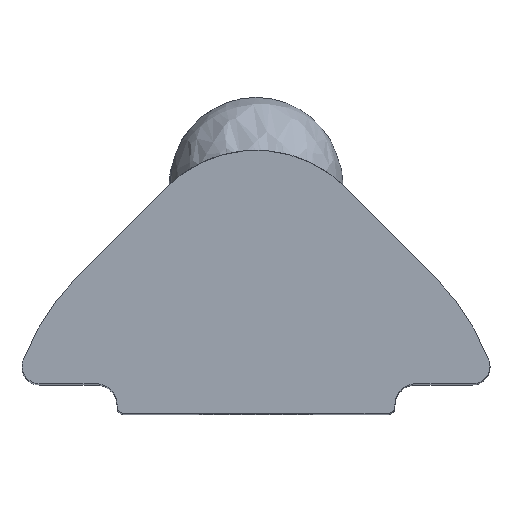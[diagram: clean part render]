
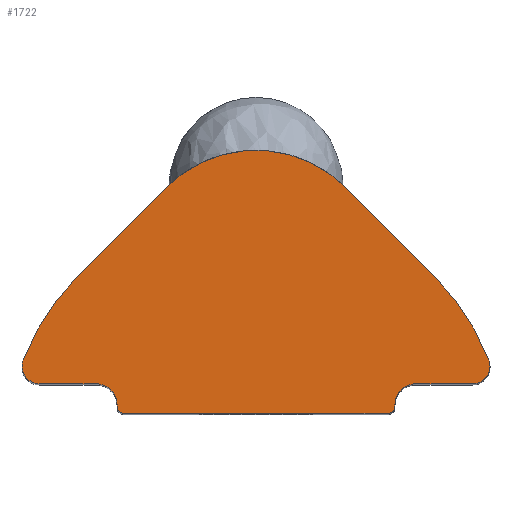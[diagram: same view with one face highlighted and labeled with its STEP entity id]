
A CAD part, top view. The second image highlights one B-rep face of the part: STEP entity #1722.
In plain terms, the highlighted planar face has unit normal (0, 0, 1).
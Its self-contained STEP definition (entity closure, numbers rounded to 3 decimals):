
#25 = AXIS2_PLACEMENT_3D ( 'NONE', #2781, #714, #50 ) ;
#50 = DIRECTION ( 'NONE',  ( 1., 0., 0. ) ) ;
#51 = EDGE_CURVE ( 'NONE', #1631, #1702, #1719, .T. ) ;
#52 = VERTEX_POINT ( 'NONE', #2739 ) ;
#69 = CARTESIAN_POINT ( 'NONE',  ( 3.999, -0.234, 11. ) ) ;
#70 = ORIENTED_EDGE ( 'NONE', *, *, #2835, .F. ) ;
#114 = ORIENTED_EDGE ( 'NONE', *, *, #999, .T. ) ;
#123 = DIRECTION ( 'NONE',  ( 0., 0., -1. ) ) ;
#126 = EDGE_CURVE ( 'NONE', #1702, #769, #960, .T. ) ;
#128 = VERTEX_POINT ( 'NONE', #1890 ) ;
#132 = DIRECTION ( 'NONE',  ( 1., 0., 0. ) ) ;
#136 = DIRECTION ( 'NONE',  ( 1., 0., 0. ) ) ;
#163 = CARTESIAN_POINT ( 'NONE',  ( -6.702, -1.655, 11. ) ) ;
#198 = DIRECTION ( 'NONE',  ( 0., 0., -1. ) ) ;
#208 = CARTESIAN_POINT ( 'NONE',  ( 3.799, -3.189, 11. ) ) ;
#217 = CIRCLE ( 'NONE', #1907, 0.501 ) ;
#223 = ORIENTED_EDGE ( 'NONE', *, *, #657, .F. ) ;
#273 = ORIENTED_EDGE ( 'NONE', *, *, #1110, .F. ) ;
#281 = CARTESIAN_POINT ( 'NONE',  ( 6.234, -2.339, 11. ) ) ;
#283 = DIRECTION ( 'NONE',  ( 0., -1., 0. ) ) ;
#316 = VECTOR ( 'NONE', #2251, 1000. ) ;
#321 = AXIS2_PLACEMENT_3D ( 'NONE', #1410, #2326, #1870 ) ;
#336 = CIRCLE ( 'NONE', #2044, 0.501 ) ;
#337 = EDGE_LOOP ( 'NONE', ( #1723, #70, #2463, #2375, #223, #2185, #827, #2394, #1395, #1952, #1939, #114, #1937, #273, #886, #987, #1128 ) ) ;
#339 = CARTESIAN_POINT ( 'NONE',  ( 3.799, -2.989, 11. ) ) ;
#366 = DIRECTION ( 'NONE',  ( 0., 0., -1. ) ) ;
#412 = EDGE_CURVE ( 'NONE', #510, #861, #1711, .T. ) ;
#413 = AXIS2_PLACEMENT_3D ( 'NONE', #1506, #366, #132 ) ;
#419 = AXIS2_PLACEMENT_3D ( 'NONE', #2505, #1374, #1141 ) ;
#424 = DIRECTION ( 'NONE',  ( 1., 0., 0. ) ) ;
#437 = CARTESIAN_POINT ( 'NONE',  ( 6.735, -1.838, 11. ) ) ;
#452 = CARTESIAN_POINT ( 'NONE',  ( 4.599, -2.939, 11. ) ) ;
#498 = EDGE_CURVE ( 'NONE', #2845, #538, #336, .T. ) ;
#510 = VERTEX_POINT ( 'NONE', #437 ) ;
#533 = CARTESIAN_POINT ( 'NONE',  ( 3.799, -3.189, 11. ) ) ;
#538 = VERTEX_POINT ( 'NONE', #163 ) ;
#546 = VECTOR ( 'NONE', #761, 1000. ) ;
#551 = CIRCLE ( 'NONE', #2721, 0.2 ) ;
#611 = CARTESIAN_POINT ( 'NONE',  ( -4.601, -2.339, 11. ) ) ;
#631 = CARTESIAN_POINT ( 'NONE',  ( 6.234, -2.339, 11. ) ) ;
#637 = VERTEX_POINT ( 'NONE', #1043 ) ;
#651 = VECTOR ( 'NONE', #2448, 1000. ) ;
#657 = EDGE_CURVE ( 'NONE', #861, #52, #823, .T. ) ;
#676 = CARTESIAN_POINT ( 'NONE',  ( -2.584, 3.312, 11. ) ) ;
#693 = AXIS2_PLACEMENT_3D ( 'NONE', #1445, #1985, #424 ) ;
#698 = AXIS2_PLACEMENT_3D ( 'NONE', #2301, #1829, #1341 ) ;
#703 = LINE ( 'NONE', #1629, #1462 ) ;
#709 = CARTESIAN_POINT ( 'NONE',  ( -2.584, 3.312, 11. ) ) ;
#714 = DIRECTION ( 'NONE',  ( 0., 0., -1. ) ) ;
#761 = DIRECTION ( 'NONE',  ( 0., 1., 0. ) ) ;
#762 = VERTEX_POINT ( 'NONE', #1391 ) ;
#769 = VERTEX_POINT ( 'NONE', #1350 ) ;
#821 = DIRECTION ( 'NONE',  ( 0., 0., -1. ) ) ;
#823 = LINE ( 'NONE', #631, #651 ) ;
#827 = ORIENTED_EDGE ( 'NONE', *, *, #1882, .F. ) ;
#838 = VECTOR ( 'NONE', #2098, 1000. ) ;
#845 = AXIS2_PLACEMENT_3D ( 'NONE', #452, #821, #2168 ) ;
#861 = VERTEX_POINT ( 'NONE', #281 ) ;
#886 = ORIENTED_EDGE ( 'NONE', *, *, #51, .T. ) ;
#911 = EDGE_CURVE ( 'NONE', #1496, #2052, #1618, .T. ) ;
#960 = LINE ( 'NONE', #2790, #2991 ) ;
#987 = ORIENTED_EDGE ( 'NONE', *, *, #126, .T. ) ;
#989 = VECTOR ( 'NONE', #2521, 1000. ) ;
#999 = EDGE_CURVE ( 'NONE', #1250, #538, #1566, .T. ) ;
#1043 = CARTESIAN_POINT ( 'NONE',  ( 3.999, -2.939, 11. ) ) ;
#1057 = DIRECTION ( 'NONE',  ( 0., 0., 1. ) ) ;
#1103 = DIRECTION ( 'NONE',  ( 1., 0., 0. ) ) ;
#1110 = EDGE_CURVE ( 'NONE', #1631, #2845, #703, .T. ) ;
#1128 = ORIENTED_EDGE ( 'NONE', *, *, #2034, .F. ) ;
#1141 = DIRECTION ( 'NONE',  ( 1., 0., 0. ) ) ;
#1174 = CARTESIAN_POINT ( 'NONE',  ( 5.09, 0.803, 11. ) ) ;
#1234 = FACE_OUTER_BOUND ( 'NONE', #337, .T. ) ;
#1250 = VERTEX_POINT ( 'NONE', #1755 ) ;
#1266 = DIRECTION ( 'NONE',  ( 1., 0., 0. ) ) ;
#1298 = CARTESIAN_POINT ( 'NONE',  ( -0.001, -4.288, 11. ) ) ;
#1324 = DIRECTION ( 'NONE',  ( 1., 0., 0. ) ) ;
#1325 = EDGE_CURVE ( 'NONE', #2893, #1496, #2108, .T. ) ;
#1341 = DIRECTION ( 'NONE',  ( 1., 0., 0. ) ) ;
#1350 = CARTESIAN_POINT ( 'NONE',  ( -4.001, -2.989, 11. ) ) ;
#1374 = DIRECTION ( 'NONE',  ( 0., 0., -1. ) ) ;
#1383 = AXIS2_PLACEMENT_3D ( 'NONE', #1298, #1057, #136 ) ;
#1391 = CARTESIAN_POINT ( 'NONE',  ( -3.801, -3.189, 11. ) ) ;
#1395 = ORIENTED_EDGE ( 'NONE', *, *, #911, .T. ) ;
#1410 = CARTESIAN_POINT ( 'NONE',  ( -0.001, 0.729, 11. ) ) ;
#1436 = CARTESIAN_POINT ( 'NONE',  ( 5.09, 0.803, 11. ) ) ;
#1445 = CARTESIAN_POINT ( 'NONE',  ( -0.001, -4.288, 11. ) ) ;
#1462 = VECTOR ( 'NONE', #2546, 1000. ) ;
#1466 = VERTEX_POINT ( 'NONE', #709 ) ;
#1496 = VERTEX_POINT ( 'NONE', #1436 ) ;
#1506 = CARTESIAN_POINT ( 'NONE',  ( 6.234, -1.838, 11. ) ) ;
#1543 = CARTESIAN_POINT ( 'NONE',  ( 6.234, -1.838, 11. ) ) ;
#1566 = CIRCLE ( 'NONE', #693, 7.2 ) ;
#1618 = LINE ( 'NONE', #1174, #838 ) ;
#1620 = CIRCLE ( 'NONE', #321, 3.652 ) ;
#1629 = CARTESIAN_POINT ( 'NONE',  ( -4.601, -2.339, 11. ) ) ;
#1631 = VERTEX_POINT ( 'NONE', #611 ) ;
#1672 = CARTESIAN_POINT ( 'NONE',  ( 2.582, 3.312, 11. ) ) ;
#1702 = VERTEX_POINT ( 'NONE', #2391 ) ;
#1711 = CIRCLE ( 'NONE', #413, 0.501 ) ;
#1712 = CIRCLE ( 'NONE', #25, 0.2 ) ;
#1719 = CIRCLE ( 'NONE', #419, 0.6 ) ;
#1722 = ADVANCED_FACE ( 'NONE', ( #1234 ), #2163, .T. ) ;
#1723 = ORIENTED_EDGE ( 'NONE', *, *, #2478, .F. ) ;
#1755 = CARTESIAN_POINT ( 'NONE',  ( -5.092, 0.803, 11. ) ) ;
#1829 = DIRECTION ( 'NONE',  ( 0., 0., 1. ) ) ;
#1870 = DIRECTION ( 'NONE',  ( 1., 0., 0. ) ) ;
#1882 = EDGE_CURVE ( 'NONE', #2893, #510, #217, .T. ) ;
#1884 = LINE ( 'NONE', #208, #989 ) ;
#1890 = CARTESIAN_POINT ( 'NONE',  ( 3.999, -2.989, 11. ) ) ;
#1905 = EDGE_CURVE ( 'NONE', #1466, #1250, #2975, .T. ) ;
#1907 = AXIS2_PLACEMENT_3D ( 'NONE', #1543, #2464, #1324 ) ;
#1937 = ORIENTED_EDGE ( 'NONE', *, *, #498, .F. ) ;
#1939 = ORIENTED_EDGE ( 'NONE', *, *, #1905, .T. ) ;
#1952 = ORIENTED_EDGE ( 'NONE', *, *, #2549, .T. ) ;
#1985 = DIRECTION ( 'NONE',  ( 0., 0., 1. ) ) ;
#2034 = EDGE_CURVE ( 'NONE', #762, #769, #1712, .T. ) ;
#2044 = AXIS2_PLACEMENT_3D ( 'NONE', #2278, #198, #1103 ) ;
#2052 = VERTEX_POINT ( 'NONE', #1672 ) ;
#2084 = EDGE_CURVE ( 'NONE', #128, #637, #2340, .T. ) ;
#2098 = DIRECTION ( 'NONE',  ( -0.707, 0.707, 0. ) ) ;
#2108 = CIRCLE ( 'NONE', #1383, 7.2 ) ;
#2163 = PLANE ( 'NONE',  #698 ) ;
#2168 = DIRECTION ( 'NONE',  ( 1., 0., 0. ) ) ;
#2185 = ORIENTED_EDGE ( 'NONE', *, *, #412, .F. ) ;
#2194 = CARTESIAN_POINT ( 'NONE',  ( -6.236, -2.339, 11. ) ) ;
#2218 = VERTEX_POINT ( 'NONE', #533 ) ;
#2251 = DIRECTION ( 'NONE',  ( -0.707, -0.707, 0. ) ) ;
#2278 = CARTESIAN_POINT ( 'NONE',  ( -6.236, -1.838, 11. ) ) ;
#2297 = CIRCLE ( 'NONE', #845, 0.6 ) ;
#2301 = CARTESIAN_POINT ( 'NONE',  ( -0.001, -0.234, 11. ) ) ;
#2326 = DIRECTION ( 'NONE',  ( 0., 0., 1. ) ) ;
#2340 = LINE ( 'NONE', #69, #546 ) ;
#2375 = ORIENTED_EDGE ( 'NONE', *, *, #2714, .T. ) ;
#2391 = CARTESIAN_POINT ( 'NONE',  ( -4.001, -2.939, 11. ) ) ;
#2394 = ORIENTED_EDGE ( 'NONE', *, *, #1325, .T. ) ;
#2448 = DIRECTION ( 'NONE',  ( -1., 0., 0. ) ) ;
#2463 = ORIENTED_EDGE ( 'NONE', *, *, #2084, .T. ) ;
#2464 = DIRECTION ( 'NONE',  ( 0., 0., -1. ) ) ;
#2478 = EDGE_CURVE ( 'NONE', #2218, #762, #1884, .T. ) ;
#2505 = CARTESIAN_POINT ( 'NONE',  ( -4.601, -2.939, 11. ) ) ;
#2521 = DIRECTION ( 'NONE',  ( -1., 0., 0. ) ) ;
#2546 = DIRECTION ( 'NONE',  ( -1., 0., 0. ) ) ;
#2549 = EDGE_CURVE ( 'NONE', #2052, #1466, #1620, .T. ) ;
#2652 = CARTESIAN_POINT ( 'NONE',  ( 6.7, -1.655, 11. ) ) ;
#2714 = EDGE_CURVE ( 'NONE', #637, #52, #2297, .T. ) ;
#2721 = AXIS2_PLACEMENT_3D ( 'NONE', #339, #123, #1266 ) ;
#2739 = CARTESIAN_POINT ( 'NONE',  ( 4.599, -2.339, 11. ) ) ;
#2781 = CARTESIAN_POINT ( 'NONE',  ( -3.801, -2.989, 11. ) ) ;
#2790 = CARTESIAN_POINT ( 'NONE',  ( -4.001, -0.234, 11. ) ) ;
#2835 = EDGE_CURVE ( 'NONE', #128, #2218, #551, .T. ) ;
#2845 = VERTEX_POINT ( 'NONE', #2194 ) ;
#2893 = VERTEX_POINT ( 'NONE', #2652 ) ;
#2975 = LINE ( 'NONE', #676, #316 ) ;
#2991 = VECTOR ( 'NONE', #283, 1000. ) ;
